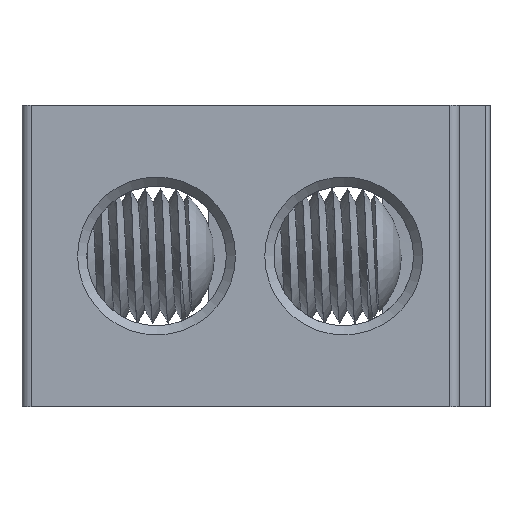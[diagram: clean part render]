
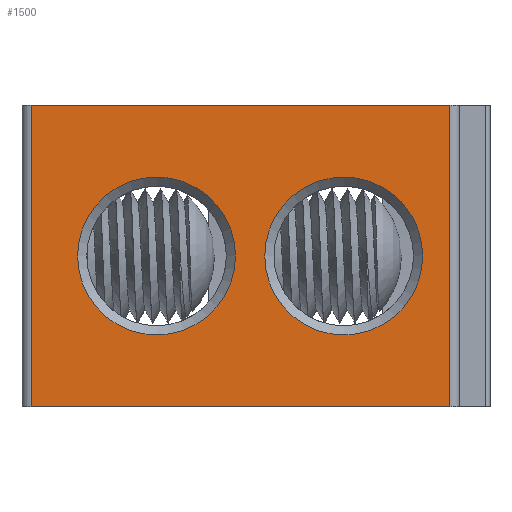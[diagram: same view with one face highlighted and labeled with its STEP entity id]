
A CAD part, left-side view. The second image highlights one B-rep face of the part: STEP entity #1500.
In plain terms, the highlighted planar face has unit normal (-1, 0, 0).
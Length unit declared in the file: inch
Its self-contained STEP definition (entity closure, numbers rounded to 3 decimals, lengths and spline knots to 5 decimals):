
#36=FACE_BOUND('',#262,.T.);
#37=FACE_BOUND('',#263,.T.);
#74=PLANE('',#1688);
#177=FACE_OUTER_BOUND('',#261,.T.);
#261=EDGE_LOOP('',(#1324,#1325,#1326,#1327));
#262=EDGE_LOOP('',(#1328));
#263=EDGE_LOOP('',(#1329));
#335=CIRCLE('',#1685,0.2565);
#338=CIRCLE('',#1689,0.2565);
#434=LINE('',#4697,#534);
#438=LINE('',#4706,#538);
#449=LINE('',#4754,#549);
#462=LINE('',#4806,#562);
#534=VECTOR('',#1855,0.3937);
#538=VECTOR('',#1863,0.3937);
#549=VECTOR('',#1902,0.3937);
#562=VECTOR('',#1947,0.3937);
#660=VERTEX_POINT('',#4690);
#663=VERTEX_POINT('',#4695);
#666=VERTEX_POINT('',#4705);
#689=VERTEX_POINT('',#4753);
#728=VERTEX_POINT('',#4929);
#731=VERTEX_POINT('',#4937);
#842=EDGE_CURVE('',#663,#660,#434,.T.);
#846=EDGE_CURVE('',#660,#666,#438,.T.);
#870=EDGE_CURVE('',#666,#689,#449,.T.);
#897=EDGE_CURVE('',#663,#689,#462,.F.);
#937=EDGE_CURVE('',#728,#728,#335,.T.);
#941=EDGE_CURVE('',#731,#731,#338,.T.);
#1324=ORIENTED_EDGE('',*,*,#842,.F.);
#1325=ORIENTED_EDGE('',*,*,#897,.T.);
#1326=ORIENTED_EDGE('',*,*,#870,.F.);
#1327=ORIENTED_EDGE('',*,*,#846,.F.);
#1328=ORIENTED_EDGE('',*,*,#941,.F.);
#1329=ORIENTED_EDGE('',*,*,#937,.F.);
#1500=ADVANCED_FACE('',(#177,#36,#37),#74,.T.);
#1685=AXIS2_PLACEMENT_3D('',#4930,#2030,#2031);
#1688=AXIS2_PLACEMENT_3D('',#4936,#2037,#2038);
#1689=AXIS2_PLACEMENT_3D('',#4938,#2039,#2040);
#1855=DIRECTION('',(0.,0.,-1.));
#1863=DIRECTION('',(0.,1.,0.));
#1902=DIRECTION('',(0.,0.,1.));
#1947=DIRECTION('',(0.,-1.,0.));
#2030=DIRECTION('center_axis',(-1.,0.,0.));
#2031=DIRECTION('ref_axis',(0.,1.,0.));
#2037=DIRECTION('center_axis',(-1.,0.,0.));
#2038=DIRECTION('ref_axis',(0.,1.,0.));
#2039=DIRECTION('center_axis',(-1.,0.,0.));
#2040=DIRECTION('ref_axis',(0.,1.,0.));
#4690=CARTESIAN_POINT('',(-0.57476,-0.69951,-0.874));
#4695=CARTESIAN_POINT('',(-0.57476,-0.69951,0.106));
#4697=CARTESIAN_POINT('',(-0.57476,-0.69951,0.));
#4705=CARTESIAN_POINT('',(-0.57476,0.66049,-0.874));
#4706=CARTESIAN_POINT('',(-0.57476,-0.4812,-0.874));
#4753=CARTESIAN_POINT('',(-0.57476,0.66049,0.106));
#4754=CARTESIAN_POINT('',(-0.57476,0.66049,0.));
#4806=CARTESIAN_POINT('',(-0.57476,-0.4812,0.106));
#4929=CARTESIAN_POINT('',(-0.57476,-0.61101,-0.384));
#4930=CARTESIAN_POINT('Origin',(-0.57476,-0.35451,-0.384));
#4936=CARTESIAN_POINT('Origin',(-0.57476,-0.72951,0.));
#4937=CARTESIAN_POINT('',(-0.57476,-0.00301,-0.384));
#4938=CARTESIAN_POINT('Origin',(-0.57476,0.25349,-0.384));
